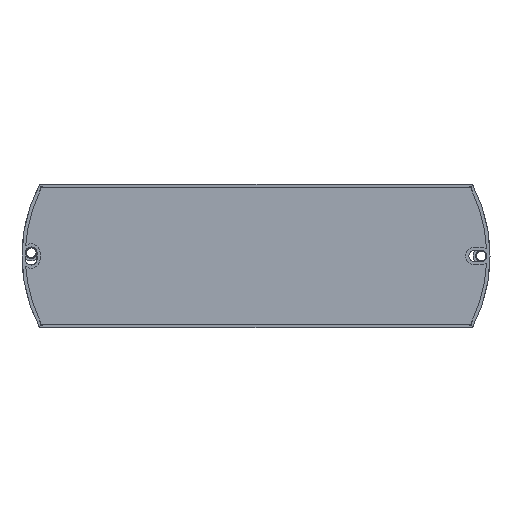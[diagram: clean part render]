
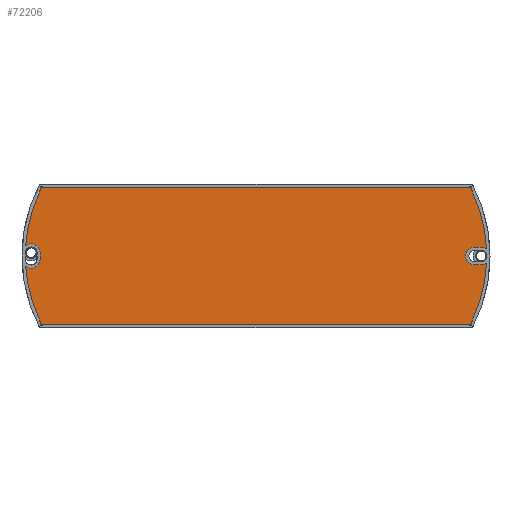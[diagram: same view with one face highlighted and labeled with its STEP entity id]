
A CAD part, front view. The second image highlights one B-rep face of the part: STEP entity #72206.
In plain terms, the highlighted planar face has unit normal (0, -1, 0).
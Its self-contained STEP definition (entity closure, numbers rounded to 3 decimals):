
#12182=DIRECTION('',(-1.,0.,0.));
#12183=VECTOR('',#12182,190.172);
#12184=CARTESIAN_POINT('',(167.865,108.539,192.508));
#12185=LINE('',#12184,#12183);
#12194=DIRECTION('',(1.,0.,0.));
#12195=VECTOR('',#12194,2.);
#12196=CARTESIAN_POINT('',(-24.307,108.539,
130.508));
#12197=LINE('',#12196,#12195);
#12198=CARTESIAN_POINT('',(36.777,108.539,161.508));
#12199=DIRECTION('',(0.,-1.,0.));
#12200=DIRECTION('',(-0.906,0.,-0.423));
#12201=AXIS2_PLACEMENT_3D('',#12198,#12199,#12200);
#12203=CARTESIAN_POINT('',(36.777,108.539,161.508));
#12204=DIRECTION('',(0.,-1.,0.));
#12205=DIRECTION('',(-0.892,0.,0.453));
#12206=AXIS2_PLACEMENT_3D('',#12203,#12204,#12205);
#12208=DIRECTION('',(-1.,0.,0.));
#12209=VECTOR('',#12208,2.);
#12210=CARTESIAN_POINT('',(-22.307,108.539,
192.508));
#12211=LINE('',#12210,#12209);
#12212=DIRECTION('',(-1.,0.,0.));
#12213=VECTOR('',#12212,2.);
#12214=CARTESIAN_POINT('',(169.865,108.539,192.508));
#12215=LINE('',#12214,#12213);
#12216=CARTESIAN_POINT('',(108.781,108.539,161.508));
#12217=DIRECTION('',(0.,-1.,0.));
#12218=DIRECTION('',(0.906,0.,0.423));
#12219=AXIS2_PLACEMENT_3D('',#12216,#12217,#12218);
#12221=CARTESIAN_POINT('',(108.781,108.539,161.508));
#12222=DIRECTION('',(0.,-1.,0.));
#12223=DIRECTION('',(0.892,0.,-0.453));
#12224=AXIS2_PLACEMENT_3D('',#12221,#12222,#12223);
#12226=DIRECTION('',(1.,0.,0.));
#12227=VECTOR('',#12226,2.);
#12228=CARTESIAN_POINT('',(167.865,108.539,130.508));
#12229=LINE('',#12228,#12227);
#12230=DIRECTION('',(-1.,0.,0.));
#12231=VECTOR('',#12230,190.172);
#12232=CARTESIAN_POINT('',(167.865,108.539,130.508));
#12233=LINE('',#12232,#12231);
#12291=CARTESIAN_POINT('',(108.781,108.539,161.508));
#12292=DIRECTION('',(0.,1.,0.));
#12293=DIRECTION('',(0.999,0.,-0.046));
#12294=AXIS2_PLACEMENT_3D('',#12291,#12292,#12293);
#12304=CARTESIAN_POINT('',(174.779,108.539,161.508));
#12305=DIRECTION('',(0.,-1.,0.));
#12306=DIRECTION('',(0.,0.,-1.));
#12307=AXIS2_PLACEMENT_3D('',#12304,#12305,#12306);
#12313=DIRECTION('',(-1.,0.,0.));
#12314=VECTOR('',#12313,3.);
#12315=CARTESIAN_POINT('',(174.779,108.539,157.508));
#12316=LINE('',#12315,#12314);
#12317=CARTESIAN_POINT('',(171.779,108.539,161.508));
#12318=DIRECTION('',(0.,1.,0.));
#12319=DIRECTION('',(0.,0.,-1.));
#12320=AXIS2_PLACEMENT_3D('',#12317,#12318,#12319);
#12330=DIRECTION('',(-1.,0.,0.));
#12331=VECTOR('',#12330,3.);
#12332=CARTESIAN_POINT('',(174.779,108.539,165.508));
#12333=LINE('',#12332,#12331);
#12334=CARTESIAN_POINT('',(174.779,108.539,161.508));
#12335=DIRECTION('',(0.,-1.,0.));
#12336=DIRECTION('',(0.607,0.,0.795));
#12337=AXIS2_PLACEMENT_3D('',#12334,#12335,#12336);
#12343=CARTESIAN_POINT('',(108.781,108.539,161.508));
#12344=DIRECTION('',(0.,1.,0.));
#12345=DIRECTION('',(0.906,0.,0.423));
#12346=AXIS2_PLACEMENT_3D('',#12343,#12344,#12345);
#12928=CARTESIAN_POINT('',(36.777,108.539,161.508));
#12929=DIRECTION('',(0.,1.,0.));
#12930=DIRECTION('',(-0.906,0.,-0.423));
#12931=AXIS2_PLACEMENT_3D('',#12928,#12929,#12930);
#12941=CARTESIAN_POINT('',(-29.021,108.539,
160.008));
#12942=DIRECTION('',(0.,1.,0.));
#12943=DIRECTION('',(1.,0.,0.));
#12944=AXIS2_PLACEMENT_3D('',#12941,#12942,#12943);
#12950=DIRECTION('',(0.,0.,-1.));
#12951=VECTOR('',#12950,3.);
#12952=CARTESIAN_POINT('',(-25.021,108.539,
163.008));
#12953=LINE('',#12952,#12951);
#12959=CARTESIAN_POINT('',(-29.021,108.539,
163.008));
#12960=DIRECTION('',(0.,1.,0.));
#12961=DIRECTION('',(-0.637,0.,0.771));
#12962=AXIS2_PLACEMENT_3D('',#12959,#12960,#12961);
#12968=CARTESIAN_POINT('',(36.777,108.539,161.508));
#12969=DIRECTION('',(0.,1.,0.));
#12970=DIRECTION('',(-0.998,0.,0.067));
#12971=AXIS2_PLACEMENT_3D('',#12968,#12969,#12970);
#46954=CARTESIAN_POINT('',(167.865,108.539,130.508));
#46955=CARTESIAN_POINT('',(-22.307,108.539,
130.508));
#46956=VERTEX_POINT('',#46954);
#46957=VERTEX_POINT('',#46955);
#47033=CARTESIAN_POINT('',(174.779,108.539,165.508));
#47034=CARTESIAN_POINT('',(171.779,108.539,165.508));
#47035=VERTEX_POINT('',#47033);
#47036=VERTEX_POINT('',#47034);
#47044=CARTESIAN_POINT('',(167.865,108.539,192.508));
#47046=VERTEX_POINT('',#47044);
#47063=CARTESIAN_POINT('',(-25.281,108.539,
132.508));
#47064=CARTESIAN_POINT('',(-31.569,108.539,
156.925));
#47065=VERTEX_POINT('',#47063);
#47066=VERTEX_POINT('',#47064);
#47163=CARTESIAN_POINT('',(170.84,108.539,190.508));
#47164=VERTEX_POINT('',#47163);
#47173=CARTESIAN_POINT('',(-31.569,108.539,
166.091));
#47174=CARTESIAN_POINT('',(-25.281,108.539,
190.508));
#47175=VERTEX_POINT('',#47173);
#47176=VERTEX_POINT('',#47174);
#47185=CARTESIAN_POINT('',(174.779,108.539,157.508));
#47186=CARTESIAN_POINT('',(177.207,108.539,158.329));
#47187=VERTEX_POINT('',#47185);
#47188=VERTEX_POINT('',#47186);
#47219=CARTESIAN_POINT('',(177.207,108.539,164.686));
#47220=VERTEX_POINT('',#47219);
#47221=CARTESIAN_POINT('',(-25.021,108.539,
160.008));
#47222=VERTEX_POINT('',#47221);
#47260=CARTESIAN_POINT('',(171.779,108.539,157.508));
#47261=VERTEX_POINT('',#47260);
#47304=CARTESIAN_POINT('',(170.84,108.539,132.508));
#47305=VERTEX_POINT('',#47304);
#47358=CARTESIAN_POINT('',(-25.021,108.539,
163.008));
#47359=VERTEX_POINT('',#47358);
#47403=CARTESIAN_POINT('',(-22.307,108.539,
192.508));
#47404=VERTEX_POINT('',#47403);
#47499=CARTESIAN_POINT('',(-24.307,108.539,
192.508));
#47500=VERTEX_POINT('',#47499);
#47501=CARTESIAN_POINT('',(-24.307,108.539,
130.508));
#47502=VERTEX_POINT('',#47501);
#47503=CARTESIAN_POINT('',(169.865,108.539,130.508));
#47504=VERTEX_POINT('',#47503);
#47505=CARTESIAN_POINT('',(169.865,108.539,192.508));
#47506=VERTEX_POINT('',#47505);
#72157=CARTESIAN_POINT('',(0.,108.539,0.));
#72158=DIRECTION('',(0.,-1.,0.));
#72159=DIRECTION('',(1.,0.,0.));
#72160=AXIS2_PLACEMENT_3D('',#72157,#72158,#72159);
#72161=PLANE('',#72160);
#72163=ORIENTED_EDGE('',*,*,#72162,.T.);
#72165=ORIENTED_EDGE('',*,*,#72164,.F.);
#72167=ORIENTED_EDGE('',*,*,#72166,.F.);
#72169=ORIENTED_EDGE('',*,*,#72168,.T.);
#72171=ORIENTED_EDGE('',*,*,#72170,.F.);
#72173=ORIENTED_EDGE('',*,*,#72172,.F.);
#72175=ORIENTED_EDGE('',*,*,#72174,.F.);
#72177=ORIENTED_EDGE('',*,*,#72176,.T.);
#72179=ORIENTED_EDGE('',*,*,#72178,.F.);
#72180=ORIENTED_EDGE('',*,*,#72101,.F.);
#72181=ORIENTED_EDGE('',*,*,#72141,.F.);
#72183=ORIENTED_EDGE('',*,*,#72182,.F.);
#72185=ORIENTED_EDGE('',*,*,#72184,.F.);
#72187=ORIENTED_EDGE('',*,*,#72186,.T.);
#72189=ORIENTED_EDGE('',*,*,#72188,.T.);
#72191=ORIENTED_EDGE('',*,*,#72190,.T.);
#72193=ORIENTED_EDGE('',*,*,#72192,.F.);
#72195=ORIENTED_EDGE('',*,*,#72194,.F.);
#72197=ORIENTED_EDGE('',*,*,#72196,.T.);
#72199=ORIENTED_EDGE('',*,*,#72198,.T.);
#72201=ORIENTED_EDGE('',*,*,#72200,.F.);
#72203=ORIENTED_EDGE('',*,*,#72202,.F.);
#72204=EDGE_LOOP('',(#72163,#72165,#72167,#72169,#72171,#72173,#72175,#72177,
#72179,#72180,#72181,#72183,#72185,#72187,#72189,#72191,#72193,#72195,#72197,
#72199,#72201,#72203));
#72205=FACE_OUTER_BOUND('',#72204,.F.);
#72206=ADVANCED_FACE('',(#72205),#72161,.T.);
#12202=CIRCLE('',#12201,68.5);
#12207=CIRCLE('',#12206,68.5);
#12220=CIRCLE('',#12219,68.5);
#12225=CIRCLE('',#12224,68.5);
#12295=CIRCLE('',#12294,68.5);
#12308=CIRCLE('',#12307,4.);
#12321=CIRCLE('',#12320,4.);
#12338=CIRCLE('',#12337,4.);
#12347=CIRCLE('',#12346,68.5);
#12932=CIRCLE('',#12931,68.5);
#12945=CIRCLE('',#12944,4.);
#12963=CIRCLE('',#12962,4.);
#12972=CIRCLE('',#12971,68.5);
#72101=EDGE_CURVE('',#47404,#47500,#12211,.T.);
#72141=EDGE_CURVE('',#47046,#47404,#12185,.T.);
#72162=EDGE_CURVE('',#46956,#46957,#12233,.T.);
#72164=EDGE_CURVE('',#47502,#46957,#12197,.T.);
#72166=EDGE_CURVE('',#47065,#47502,#12202,.T.);
#72168=EDGE_CURVE('',#47065,#47066,#12932,.T.);
#72170=EDGE_CURVE('',#47222,#47066,#12945,.T.);
#72172=EDGE_CURVE('',#47359,#47222,#12953,.T.);
#72174=EDGE_CURVE('',#47175,#47359,#12963,.T.);
#72176=EDGE_CURVE('',#47175,#47176,#12972,.T.);
#72178=EDGE_CURVE('',#47500,#47176,#12207,.T.);
#72182=EDGE_CURVE('',#47506,#47046,#12215,.T.);
#72184=EDGE_CURVE('',#47164,#47506,#12220,.T.);
#72186=EDGE_CURVE('',#47164,#47220,#12347,.T.);
#72188=EDGE_CURVE('',#47220,#47035,#12338,.T.);
#72190=EDGE_CURVE('',#47035,#47036,#12333,.T.);
#72192=EDGE_CURVE('',#47261,#47036,#12321,.T.);
#72194=EDGE_CURVE('',#47187,#47261,#12316,.T.);
#72196=EDGE_CURVE('',#47187,#47188,#12308,.T.);
#72198=EDGE_CURVE('',#47188,#47305,#12295,.T.);
#72200=EDGE_CURVE('',#47504,#47305,#12225,.T.);
#72202=EDGE_CURVE('',#46956,#47504,#12229,.T.);
